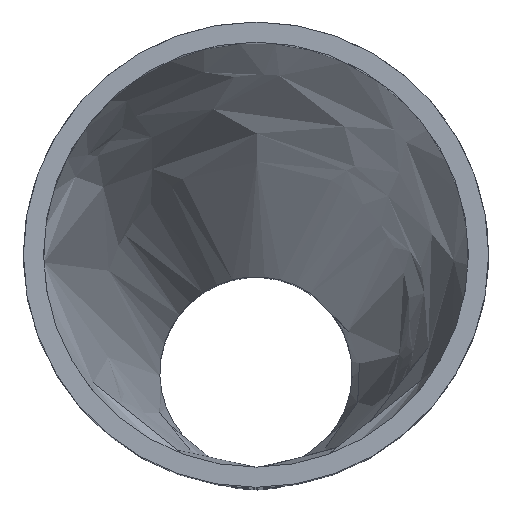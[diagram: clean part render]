
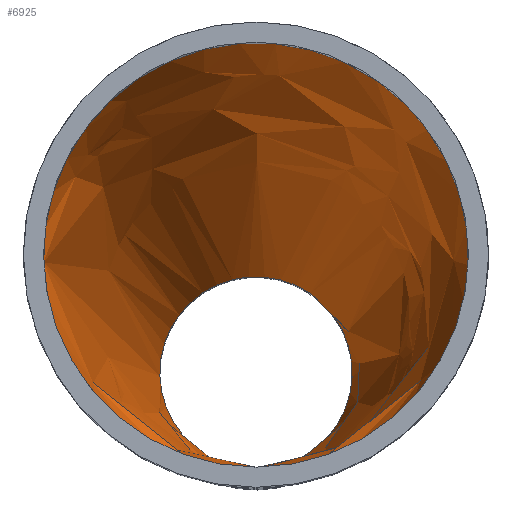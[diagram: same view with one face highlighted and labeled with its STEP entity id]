
A CAD part, top view. The second image highlights one B-rep face of the part: STEP entity #6925.
In plain terms, the highlighted free-form (B-spline) face has degree [1, 2] with [2, 9] control points.
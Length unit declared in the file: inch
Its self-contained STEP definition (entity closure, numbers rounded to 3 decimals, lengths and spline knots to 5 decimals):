
#25=(
BOUNDED_SURFACE()
B_SPLINE_SURFACE(1,2,((#15823,#15824,#15825,#15826,#15827,#15828,#15829,
#15830,#15831),(#15832,#15833,#15834,#15835,#15836,#15837,#15838,#15839,
#15840)),.UNSPECIFIED.,.F.,.T.,.F.)
B_SPLINE_SURFACE_WITH_KNOTS((2,2),(3,2,2,2,3),(-0.18368,3.10104),
(-3.14159,-1.5708,0.,1.5708,3.14159),
 .UNSPECIFIED.)
GEOMETRIC_REPRESENTATION_ITEM()
RATIONAL_B_SPLINE_SURFACE(((1.,0.707,1.,0.707,1.,
0.707,1.,0.707,1.),(1.,0.707,1.,0.707,
1.,0.707,1.,0.707,1.)))
REPRESENTATION_ITEM('')
SURFACE()
);
#213=CIRCLE('',#7176,0.685);
#214=CIRCLE('',#7177,0.685);
#215=CIRCLE('',#7178,0.31);
#216=CIRCLE('',#7179,0.31);
#1474=FACE_OUTER_BOUND('',#1895,.T.);
#1895=EDGE_LOOP('',(#6272,#6273,#6274,#6275,#6276,#6277));
#2441=B_SPLINE_CURVE_WITH_KNOTS('',1,(#15842,#15843),.UNSPECIFIED.,.F.,
 .F.,(2,2),(0.00596,3.02168),.UNSPECIFIED.);
#3138=VERTEX_POINT('',#15819);
#3139=VERTEX_POINT('',#15820);
#3140=VERTEX_POINT('',#15841);
#3141=VERTEX_POINT('',#15844);
#4186=EDGE_CURVE('',#3138,#3139,#213,.T.);
#4187=EDGE_CURVE('',#3139,#3138,#214,.T.);
#4188=EDGE_CURVE('',#3139,#3140,#2441,.T.);
#4189=EDGE_CURVE('',#3140,#3141,#215,.T.);
#4190=EDGE_CURVE('',#3141,#3140,#216,.T.);
#6272=ORIENTED_EDGE('',*,*,#4186,.F.);
#6273=ORIENTED_EDGE('',*,*,#4187,.F.);
#6274=ORIENTED_EDGE('',*,*,#4188,.T.);
#6275=ORIENTED_EDGE('',*,*,#4189,.T.);
#6276=ORIENTED_EDGE('',*,*,#4190,.T.);
#6277=ORIENTED_EDGE('',*,*,#4188,.F.);
#6925=ADVANCED_FACE('',(#1474),#25,.T.);
#7176=AXIS2_PLACEMENT_3D('',#15821,#8034,#8035);
#7177=AXIS2_PLACEMENT_3D('',#15822,#8036,#8037);
#7178=AXIS2_PLACEMENT_3D('',#15845,#8038,#8039);
#7179=AXIS2_PLACEMENT_3D('',#15846,#8040,#8041);
#8034=DIRECTION('center_axis',(0.,0.,-1.));
#8035=DIRECTION('ref_axis',(0.999,-0.033,0.));
#8036=DIRECTION('center_axis',(0.,0.,-1.));
#8037=DIRECTION('ref_axis',(0.999,-0.033,0.));
#8038=DIRECTION('center_axis',(0.,0.,-1.));
#8039=DIRECTION('ref_axis',(-1.,0.,0.));
#8040=DIRECTION('center_axis',(0.,0.,-1.));
#8041=DIRECTION('ref_axis',(-1.,0.,0.));
#15819=CARTESIAN_POINT('',(0.,-1.30332,1.82963));
#15820=CARTESIAN_POINT('',(-0.68463,-0.64085,1.82963));
#15821=CARTESIAN_POINT('Origin',(0.,-0.61832,
1.82963));
#15822=CARTESIAN_POINT('Origin',(0.,-0.61832,
1.82963));
#15823=CARTESIAN_POINT('Ctrl Pts',(-0.7082,-0.61804,
1.9554));
#15824=CARTESIAN_POINT('Ctrl Pts',(-0.7082,0.06724,
1.83113));
#15825=CARTESIAN_POINT('Ctrl Pts',(0.,0.06724,
1.83113));
#15826=CARTESIAN_POINT('Ctrl Pts',(0.7082,0.06724,
1.83113));
#15827=CARTESIAN_POINT('Ctrl Pts',(0.7082,-0.61804,
1.9554));
#15828=CARTESIAN_POINT('Ctrl Pts',(0.7082,-1.30332,
2.07966));
#15829=CARTESIAN_POINT('Ctrl Pts',(0.,-1.30332,
2.07966));
#15830=CARTESIAN_POINT('Ctrl Pts',(-0.7082,-1.30332,
2.07966));
#15831=CARTESIAN_POINT('Ctrl Pts',(-0.7082,-0.61804,
1.9554));
#15832=CARTESIAN_POINT('Ctrl Pts',(-0.29997,-1.01306,
-0.22301));
#15833=CARTESIAN_POINT('Ctrl Pts',(-0.29997,-0.7228,
-0.27564));
#15834=CARTESIAN_POINT('Ctrl Pts',(0.,-0.7228,
-0.27564));
#15835=CARTESIAN_POINT('Ctrl Pts',(0.29997,-0.7228,
-0.27564));
#15836=CARTESIAN_POINT('Ctrl Pts',(0.29997,-1.01306,
-0.22301));
#15837=CARTESIAN_POINT('Ctrl Pts',(0.29997,-1.30332,
-0.17037));
#15838=CARTESIAN_POINT('Ctrl Pts',(0.,-1.30332,
-0.17037));
#15839=CARTESIAN_POINT('Ctrl Pts',(-0.29997,-1.30332,
-0.17037));
#15840=CARTESIAN_POINT('Ctrl Pts',(-0.29997,-1.01306,
-0.22301));
#15841=CARTESIAN_POINT('',(-0.30983,-1.00352,-0.17037));
#15842=CARTESIAN_POINT('Ctrl Pts',(-0.68463,-0.64085,
1.82963));
#15843=CARTESIAN_POINT('Ctrl Pts',(-0.30983,-1.00352,
-0.17037));
#15844=CARTESIAN_POINT('',(0.,-1.30332,-0.17037));
#15845=CARTESIAN_POINT('Origin',(0.,-0.99332,-0.17037));
#15846=CARTESIAN_POINT('Origin',(0.,-0.99332,-0.17037));
